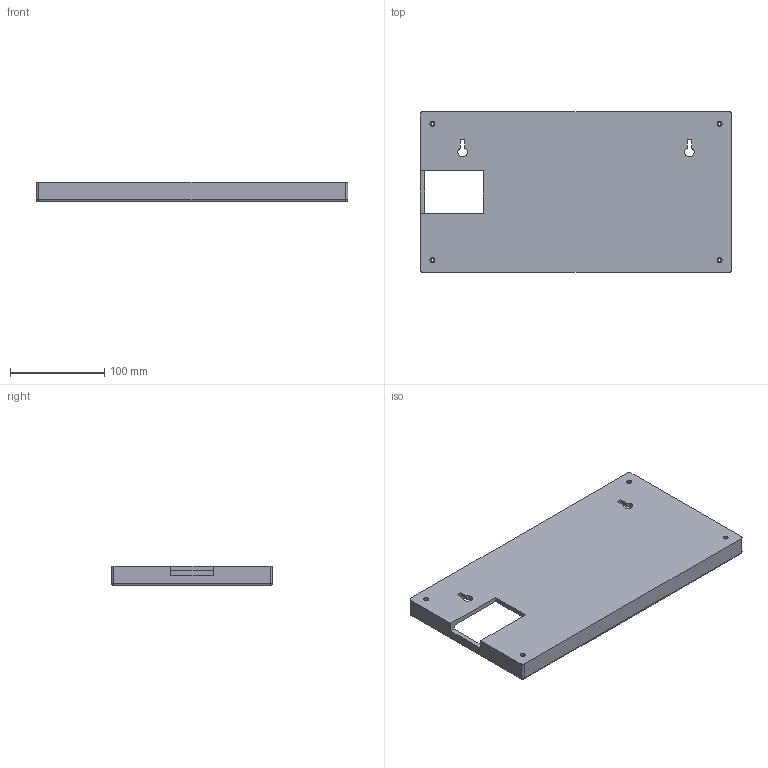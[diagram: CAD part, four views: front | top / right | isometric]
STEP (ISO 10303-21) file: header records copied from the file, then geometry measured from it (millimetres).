
FILE_DESCRIPTION(/* description */ (''),/* implementation_level */ '2;1');
FILE_NAME(/* name */ 'FlightDeck.step',/* time_stamp */ '2026-01-04T12:19:26-07:00',/* author */ (''),/* organization */ (''),/* preprocessor_version */ 'ST-DEVELOPER v20.1',/* originating_system */ 'Autodesk Translation Framework v14.21.0.0',/* authorisation */ '');
FILE_SCHEMA (('AUTOMOTIVE_DESIGN { 1 0 10303 214 3 1 1 }'));
Length unit declared in the file: millimetre
Products named in the file (2): FlightDeck; Base
Assembly tree (1 placements, depth 2):
  FlightDeck
    Base
Bounding box: 330.5 x 170.5 x 21 mm (x, y, z)
Volume: 341147.6 mm3; surface area: 142875.7 mm2
Topology: 1 solids, 1 shells, 47 faces, 114 edges, 72 vertices
Faces by surface type: plane 25, cylinder 18, sphere 4
Full cylindrical faces by diameter (mm): 3 x4, 5.3 x4
Entity records: 1466 total; most frequent: DIRECTION 252, CARTESIAN_POINT 237, ORIENTED_EDGE 228, EDGE_CURVE 114, AXIS2_PLACEMENT_3D 87, LINE 78, VECTOR 78, VERTEX_POINT 72
